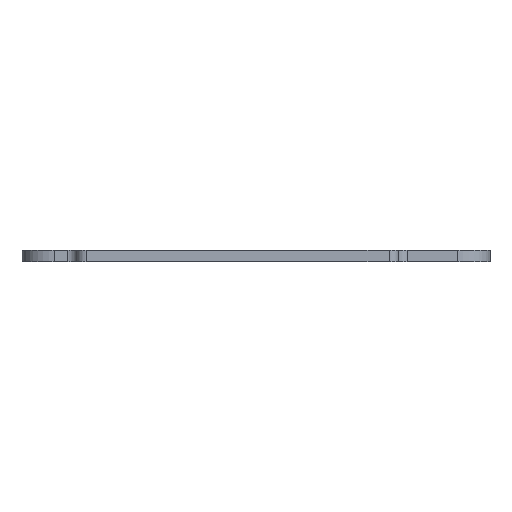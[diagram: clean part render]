
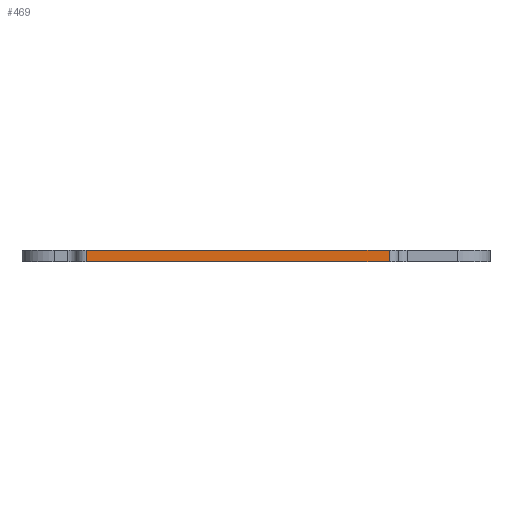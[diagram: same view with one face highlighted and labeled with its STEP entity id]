
A CAD part, left-side view. The second image highlights one B-rep face of the part: STEP entity #469.
In plain terms, the highlighted planar face has unit normal (-1, 0, 0).
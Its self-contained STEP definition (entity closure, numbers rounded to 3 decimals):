
#73 = ORIENTED_EDGE ( 'NONE', *, *, #1483, .T. ) ;
#118 = EDGE_CURVE ( 'NONE', #2504, #2702, #987, .T. ) ;
#173 = ORIENTED_EDGE ( 'NONE', *, *, #3052, .T. ) ;
#210 = VERTEX_POINT ( 'NONE', #2964 ) ;
#230 = FACE_OUTER_BOUND ( 'NONE', #972, .T. ) ;
#257 = CARTESIAN_POINT ( 'NONE',  ( -41., 102., 2.5 ) ) ;
#454 = DIRECTION ( 'NONE',  ( 0., -1., 0. ) ) ;
#469 = ADVANCED_FACE ( 'NONE', ( #230 ), #1963, .F. ) ;
#515 = VECTOR ( 'NONE', #2460, 1000. ) ;
#717 = DIRECTION ( 'NONE',  ( 0., 0., -1. ) ) ;
#822 = CARTESIAN_POINT ( 'NONE',  ( -41., 22., 0. ) ) ;
#919 = AXIS2_PLACEMENT_3D ( 'NONE', #257, #2946, #979 ) ;
#962 = LINE ( 'NONE', #2703, #515 ) ;
#972 = EDGE_LOOP ( 'NONE', ( #1037, #173, #73, #1737 ) ) ;
#979 = DIRECTION ( 'NONE',  ( 0., -1., 0. ) ) ;
#987 = LINE ( 'NONE', #1104, #2518 ) ;
#1037 = ORIENTED_EDGE ( 'NONE', *, *, #1403, .F. ) ;
#1086 = VECTOR ( 'NONE', #454, 1000. ) ;
#1104 = CARTESIAN_POINT ( 'NONE',  ( -41., 22., 2.5 ) ) ;
#1403 = EDGE_CURVE ( 'NONE', #1733, #2702, #2866, .T. ) ;
#1483 = EDGE_CURVE ( 'NONE', #210, #2504, #962, .T. ) ;
#1583 = CARTESIAN_POINT ( 'NONE',  ( -41., 88., 0. ) ) ;
#1733 = VERTEX_POINT ( 'NONE', #1993 ) ;
#1737 = ORIENTED_EDGE ( 'NONE', *, *, #118, .T. ) ;
#1910 = CARTESIAN_POINT ( 'NONE',  ( -41., 102., 2.5 ) ) ;
#1963 = PLANE ( 'NONE',  #919 ) ;
#1993 = CARTESIAN_POINT ( 'NONE',  ( -41., 88., 2.5 ) ) ;
#2340 = DIRECTION ( 'NONE',  ( 0., 0., 1. ) ) ;
#2460 = DIRECTION ( 'NONE',  ( 0., -1., 0. ) ) ;
#2504 = VERTEX_POINT ( 'NONE', #822 ) ;
#2518 = VECTOR ( 'NONE', #2340, 1000. ) ;
#2657 = VECTOR ( 'NONE', #717, 1000. ) ;
#2702 = VERTEX_POINT ( 'NONE', #3103 ) ;
#2703 = CARTESIAN_POINT ( 'NONE',  ( -41., 0., 0. ) ) ;
#2866 = LINE ( 'NONE', #1910, #1086 ) ;
#2926 = LINE ( 'NONE', #1583, #2657 ) ;
#2946 = DIRECTION ( 'NONE',  ( 1., 0., 0. ) ) ;
#2964 = CARTESIAN_POINT ( 'NONE',  ( -41., 88., 0. ) ) ;
#3052 = EDGE_CURVE ( 'NONE', #1733, #210, #2926, .T. ) ;
#3103 = CARTESIAN_POINT ( 'NONE',  ( -41., 22., 2.5 ) ) ;
